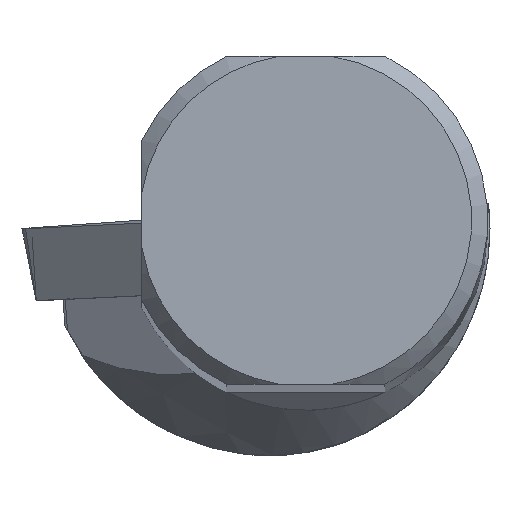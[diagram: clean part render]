
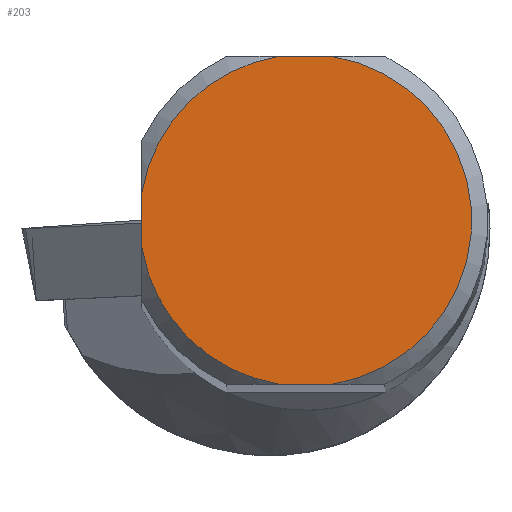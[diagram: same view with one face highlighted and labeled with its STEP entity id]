
A CAD part, top view. The second image highlights one B-rep face of the part: STEP entity #203.
In plain terms, the highlighted planar face has unit normal (0, 0, 1).
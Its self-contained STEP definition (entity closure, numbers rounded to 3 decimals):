
#158=FACE_OUTER_BOUND('',#407,.T.);
#203=ADVANCED_FACE('',(#158),#234,.T.);
#234=PLANE('',#1051);
#272=LINE('',#1615,#324);
#285=LINE('',#1736,#337);
#286=LINE('',#1737,#338);
#324=VECTOR('',#1201,1.);
#337=VECTOR('',#1264,1.);
#338=VECTOR('',#1265,1.);
#407=EDGE_LOOP('',(#580,#581,#582,#583,#584,#585));
#580=ORIENTED_EDGE('',*,*,#848,.F.);
#581=ORIENTED_EDGE('',*,*,#833,.T.);
#582=ORIENTED_EDGE('',*,*,#849,.F.);
#583=ORIENTED_EDGE('',*,*,#846,.T.);
#584=ORIENTED_EDGE('',*,*,#809,.F.);
#585=ORIENTED_EDGE('',*,*,#835,.T.);
#715=VERTEX_POINT('',#1614);
#716=VERTEX_POINT('',#1616);
#733=VERTEX_POINT('',#1672);
#735=VERTEX_POINT('',#1679);
#736=VERTEX_POINT('',#1686);
#743=VERTEX_POINT('',#1730);
#809=EDGE_CURVE('',#715,#716,#272,.T.);
#833=EDGE_CURVE('',#733,#735,#888,.T.);
#835=EDGE_CURVE('',#715,#736,#889,.T.);
#846=EDGE_CURVE('',#743,#716,#892,.T.);
#848=EDGE_CURVE('',#733,#736,#285,.T.);
#849=EDGE_CURVE('',#743,#735,#286,.T.);
#888=CIRCLE('',#1039,7.23);
#889=CIRCLE('',#1041,7.23);
#892=CIRCLE('',#1049,7.23);
#1039=AXIS2_PLACEMENT_3D('',#1680,#1237,#1238);
#1041=AXIS2_PLACEMENT_3D('',#1688,#1241,#1242);
#1049=AXIS2_PLACEMENT_3D('',#1729,#1260,#1261);
#1051=AXIS2_PLACEMENT_3D('',#1738,#1266,#1267);
#1201=DIRECTION('',(0.,1.,0.));
#1237=DIRECTION('',(0.,0.,1.));
#1238=DIRECTION('',(1.,0.,0.));
#1241=DIRECTION('',(0.,0.,1.));
#1242=DIRECTION('',(1.,0.,0.));
#1260=DIRECTION('',(0.,0.,1.));
#1261=DIRECTION('',(1.,0.,0.));
#1264=DIRECTION('',(-1.,0.,0.));
#1265=DIRECTION('',(1.,0.,0.));
#1266=DIRECTION('',(0.,0.,1.));
#1267=DIRECTION('',(1.,0.,0.));
#1614=CARTESIAN_POINT('',(-7.13,-1.198,0.));
#1615=CARTESIAN_POINT('',(-7.13,0.,0.));
#1616=CARTESIAN_POINT('',(-7.13,1.198,0.));
#1672=CARTESIAN_POINT('',(1.137,-7.14,0.));
#1679=CARTESIAN_POINT('',(1.137,7.14,0.));
#1680=CARTESIAN_POINT('',(0.,0.,0.));
#1686=CARTESIAN_POINT('',(-1.137,-7.14,0.));
#1688=CARTESIAN_POINT('',(0.,0.,0.));
#1729=CARTESIAN_POINT('',(0.,0.,0.));
#1730=CARTESIAN_POINT('',(-1.137,7.14,0.));
#1736=CARTESIAN_POINT('',(0.,-7.14,0.));
#1737=CARTESIAN_POINT('',(0.,7.14,0.));
#1738=CARTESIAN_POINT('',(0.,0.,
0.));
